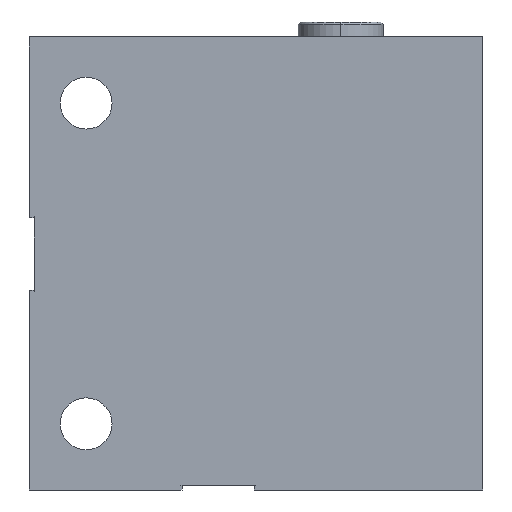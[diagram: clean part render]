
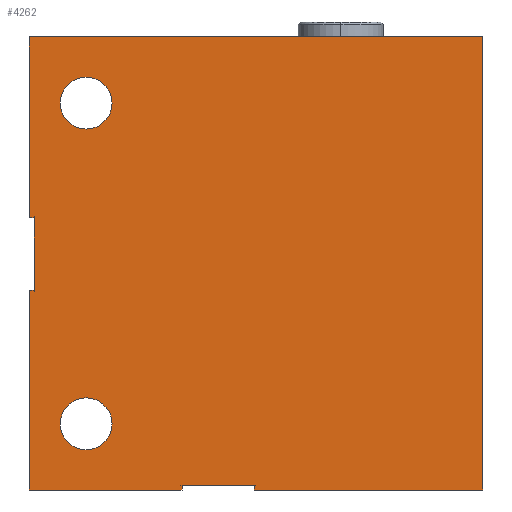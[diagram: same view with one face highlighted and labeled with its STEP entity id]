
A CAD part, left-side view. The second image highlights one B-rep face of the part: STEP entity #4262.
In plain terms, the highlighted planar face has unit normal (-1, 0, 0).
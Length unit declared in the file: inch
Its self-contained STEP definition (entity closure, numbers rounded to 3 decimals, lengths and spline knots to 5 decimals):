
#9=DIRECTION('',(0.,-1.,0.));
#10=VECTOR('',#9,1.00999);
#11=CARTESIAN_POINT('',(0.,0.,0.));
#12=LINE('',#11,#10);
#13=DIRECTION('',(0.,-1.,0.));
#14=VECTOR('',#13,1.50999);
#15=CARTESIAN_POINT('',(0.,-1.49001,0.));
#16=LINE('',#15,#14);
#565=DIRECTION('',(0.,-1.,0.));
#566=VECTOR('',#565,3.);
#567=CARTESIAN_POINT('',(0.,0.,3.));
#568=LINE('',#567,#566);
#1708=DIRECTION('',(0.,0.,1.));
#1709=VECTOR('',#1708,3.);
#1710=CARTESIAN_POINT('',(0.,-3.,0.));
#1711=LINE('',#1710,#1709);
#2050=CARTESIAN_POINT('',(0.,-0.375,0.438));
#2051=DIRECTION('',(1.,0.,0.));
#2052=DIRECTION('',(0.,0.,-1.));
#2053=AXIS2_PLACEMENT_3D('',#2050,#2051,#2052);
#2055=CARTESIAN_POINT('',(0.,-0.375,0.438));
#2056=DIRECTION('',(1.,0.,0.));
#2057=DIRECTION('',(0.,0.,1.));
#2058=AXIS2_PLACEMENT_3D('',#2055,#2056,#2057);
#2060=CARTESIAN_POINT('',(0.,-0.375,2.562));
#2061=DIRECTION('',(1.,0.,0.));
#2062=DIRECTION('',(0.,0.,-1.));
#2063=AXIS2_PLACEMENT_3D('',#2060,#2061,#2062);
#2065=CARTESIAN_POINT('',(0.,-0.375,2.562));
#2066=DIRECTION('',(1.,0.,0.));
#2067=DIRECTION('',(0.,0.,1.));
#2068=AXIS2_PLACEMENT_3D('',#2065,#2066,#2067);
#2070=DIRECTION('',(0.,0.,1.));
#2071=VECTOR('',#2070,0.032);
#2072=CARTESIAN_POINT('',(0.,-1.00999,0.));
#2073=LINE('',#2072,#2071);
#2074=DIRECTION('',(0.,0.,1.));
#2075=VECTOR('',#2074,1.32199);
#2076=CARTESIAN_POINT('',(0.,0.,0.));
#2077=LINE('',#2076,#2075);
#2078=DIRECTION('',(0.,-1.,0.));
#2079=VECTOR('',#2078,0.032);
#2080=CARTESIAN_POINT('',(0.,0.,1.32199));
#2081=LINE('',#2080,#2079);
#2082=DIRECTION('',(0.,0.,-1.));
#2083=VECTOR('',#2082,0.48002);
#2084=CARTESIAN_POINT('',(0.,-0.032,1.80201));
#2085=LINE('',#2084,#2083);
#2086=DIRECTION('',(0.,-1.,0.));
#2087=VECTOR('',#2086,0.032);
#2088=CARTESIAN_POINT('',(0.,0.,1.80201));
#2089=LINE('',#2088,#2087);
#2090=DIRECTION('',(0.,0.,1.));
#2091=VECTOR('',#2090,1.19799);
#2092=CARTESIAN_POINT('',(0.,0.,1.80201));
#2093=LINE('',#2092,#2091);
#2094=DIRECTION('',(0.,0.,1.));
#2095=VECTOR('',#2094,0.032);
#2096=CARTESIAN_POINT('',(0.,-1.49001,0.));
#2097=LINE('',#2096,#2095);
#2098=DIRECTION('',(0.,1.,0.));
#2099=VECTOR('',#2098,0.48002);
#2100=CARTESIAN_POINT('',(0.,-1.49001,0.032));
#2101=LINE('',#2100,#2099);
#2236=CARTESIAN_POINT('',(0.,-3.,0.));
#2238=VERTEX_POINT('',#2236);
#2241=CARTESIAN_POINT('',(0.,0.,0.));
#2243=VERTEX_POINT('',#2241);
#2244=CARTESIAN_POINT('',(0.,0.,3.));
#2245=CARTESIAN_POINT('',(0.,-3.,3.));
#2246=VERTEX_POINT('',#2244);
#2247=VERTEX_POINT('',#2245);
#2392=CARTESIAN_POINT('',(0.,-0.032,1.32199));
#2394=VERTEX_POINT('',#2392);
#2396=CARTESIAN_POINT('',(0.,-0.032,1.80201));
#2398=VERTEX_POINT('',#2396);
#2400=CARTESIAN_POINT('',(0.,0.,1.32199));
#2401=VERTEX_POINT('',#2400);
#2402=CARTESIAN_POINT('',(0.,0.,1.80201));
#2403=VERTEX_POINT('',#2402);
#2426=CARTESIAN_POINT('',(0.,-0.375,0.266));
#2427=CARTESIAN_POINT('',(0.,-0.375,0.61));
#2428=VERTEX_POINT('',#2426);
#2429=VERTEX_POINT('',#2427);
#2434=CARTESIAN_POINT('',(0.,-0.375,2.39));
#2435=CARTESIAN_POINT('',(0.,-0.375,2.734));
#2436=VERTEX_POINT('',#2434);
#2437=VERTEX_POINT('',#2435);
#2539=CARTESIAN_POINT('',(0.,-1.00999,0.032));
#2541=VERTEX_POINT('',#2539);
#2543=CARTESIAN_POINT('',(0.,-1.00999,0.));
#2544=VERTEX_POINT('',#2543);
#2545=CARTESIAN_POINT('',(0.,-1.49001,0.));
#2546=CARTESIAN_POINT('',(0.,-1.49001,0.032));
#2547=VERTEX_POINT('',#2545);
#2548=VERTEX_POINT('',#2546);
#4227=CARTESIAN_POINT('',(0.,0.,0.));
#4228=DIRECTION('',(-1.,0.,0.));
#4229=DIRECTION('',(0.,-1.,0.));
#4230=AXIS2_PLACEMENT_3D('',#4227,#4228,#4229);
#4231=PLANE('',#4230);
#4232=ORIENTED_EDGE('',*,*,#2605,.F.);
#4233=ORIENTED_EDGE('',*,*,#2574,.F.);
#4235=ORIENTED_EDGE('',*,*,#4234,.T.);
#4237=ORIENTED_EDGE('',*,*,#4236,.T.);
#4239=ORIENTED_EDGE('',*,*,#4238,.F.);
#4241=ORIENTED_EDGE('',*,*,#4240,.F.);
#4243=ORIENTED_EDGE('',*,*,#4242,.T.);
#4244=ORIENTED_EDGE('',*,*,#3078,.T.);
#4245=ORIENTED_EDGE('',*,*,#3992,.F.);
#4246=ORIENTED_EDGE('',*,*,#2586,.F.);
#4247=ORIENTED_EDGE('',*,*,#2620,.T.);
#4248=ORIENTED_EDGE('',*,*,#2631,.T.);
#4249=EDGE_LOOP('',(#4232,#4233,#4235,#4237,#4239,#4241,#4243,#4244,#4245,#4246,
#4247,#4248));
#4250=FACE_OUTER_BOUND('',#4249,.F.);
#4252=ORIENTED_EDGE('',*,*,#4251,.F.);
#4254=ORIENTED_EDGE('',*,*,#4253,.F.);
#4255=EDGE_LOOP('',(#4252,#4254));
#4256=FACE_BOUND('',#4255,.F.);
#4257=ORIENTED_EDGE('',*,*,#4217,.F.);
#4259=ORIENTED_EDGE('',*,*,#4258,.F.);
#4260=EDGE_LOOP('',(#4257,#4259));
#4261=FACE_BOUND('',#4260,.F.);
#4262=ADVANCED_FACE('',(#4250,#4256,#4261),#4231,.T.);
#2054=CIRCLE('',#2053,0.172);
#2059=CIRCLE('',#2058,0.172);
#2064=CIRCLE('',#2063,0.172);
#2069=CIRCLE('',#2068,0.172);
#2574=EDGE_CURVE('',#2243,#2544,#12,.T.);
#2586=EDGE_CURVE('',#2547,#2238,#16,.T.);
#2605=EDGE_CURVE('',#2544,#2541,#2073,.T.);
#2620=EDGE_CURVE('',#2547,#2548,#2097,.T.);
#2631=EDGE_CURVE('',#2548,#2541,#2101,.T.);
#3078=EDGE_CURVE('',#2246,#2247,#568,.T.);
#3992=EDGE_CURVE('',#2238,#2247,#1711,.T.);
#4217=EDGE_CURVE('',#2428,#2429,#2054,.T.);
#4234=EDGE_CURVE('',#2243,#2401,#2077,.T.);
#4236=EDGE_CURVE('',#2401,#2394,#2081,.T.);
#4238=EDGE_CURVE('',#2398,#2394,#2085,.T.);
#4240=EDGE_CURVE('',#2403,#2398,#2089,.T.);
#4242=EDGE_CURVE('',#2403,#2246,#2093,.T.);
#4251=EDGE_CURVE('',#2436,#2437,#2064,.T.);
#4253=EDGE_CURVE('',#2437,#2436,#2069,.T.);
#4258=EDGE_CURVE('',#2429,#2428,#2059,.T.);
